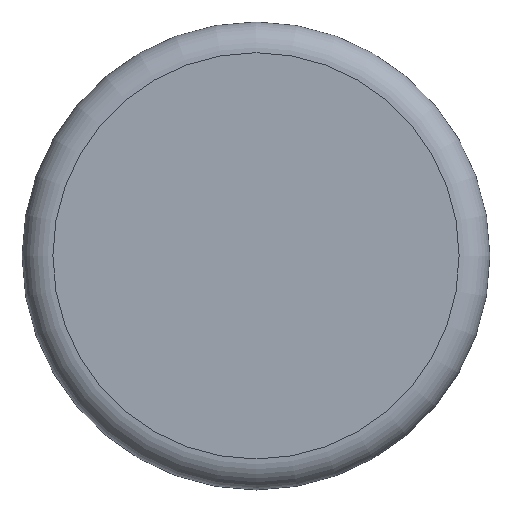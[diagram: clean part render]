
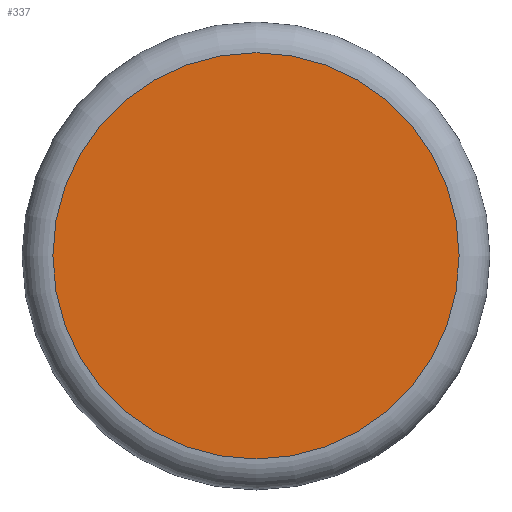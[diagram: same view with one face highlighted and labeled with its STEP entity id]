
A CAD part, top view. The second image highlights one B-rep face of the part: STEP entity #337.
In plain terms, the highlighted planar face has unit normal (0, 0, 1).
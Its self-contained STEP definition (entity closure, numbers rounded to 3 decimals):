
#72=PLANE('',#1041);
#337=ADVANCED_FACE('',(#391),#72,.T.);
#391=FACE_OUTER_BOUND('',#451,.T.);
#451=EDGE_LOOP('',(#715));
#715=ORIENTED_EDGE('',*,*,#831,.F.);
#747=VERTEX_POINT('',#1370);
#831=EDGE_CURVE('',#747,#747,#949,.T.);
#949=CIRCLE('',#984,13.2);
#984=AXIS2_PLACEMENT_3D('',#1369,#1100,#1101);
#1041=AXIS2_PLACEMENT_3D('',#1585,#1298,#1299);
#1100=DIRECTION('',(0.,0.,-1.));
#1101=DIRECTION('',(-1.,0.,0.));
#1298=DIRECTION('',(0.,0.,1.));
#1299=DIRECTION('',(0.,1.,0.));
#1369=CARTESIAN_POINT('',(0.,0.,198.492));
#1370=CARTESIAN_POINT('',(-13.2,0.,198.492));
#1585=CARTESIAN_POINT('',(7.6,0.,198.492));
